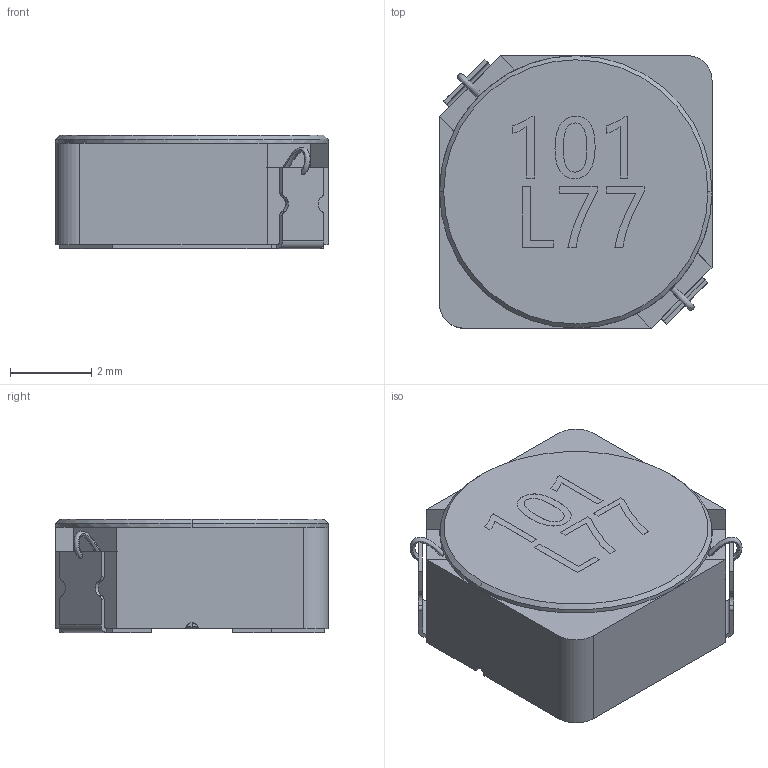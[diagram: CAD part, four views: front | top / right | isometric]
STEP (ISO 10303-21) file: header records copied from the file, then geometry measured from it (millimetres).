
FILE_DESCRIPTION (( 'STEP AP214' ), '1' );
FILE_NAME ('IND-SMD_L6.7-W6.7-H2.8.step', '2022-07-09T00:44:03', ( '' ), ( '' ), 'SwSTEP 2.0', 'SolidWorks 2020', '' );
FILE_SCHEMA (( 'AUTOMOTIVE_DESIGN' ));
Length unit declared in the file: millimetre
Products named in the file (1): IND-SMD_L6.7-W6.7-H2.8
Bounding box: 6.71 x 6.7 x 2.8 mm (x, y, z)
Volume: 111.8 mm3; surface area: 213 mm2
Topology: 3 solids, 3 shells, 431 faces, 1141 edges, 752 vertices
Faces by surface type: plane 266, bspline 132, cylinder 29, cone 4
Entity records: 20320 total; most frequent: CARTESIAN_POINT 5814, ORIENTED_EDGE 2282, DIRECTION 1550, EDGE_CURVE 1141, VECTOR 800, LINE 800, VERTEX_POINT 752, EDGE_LOOP 467
